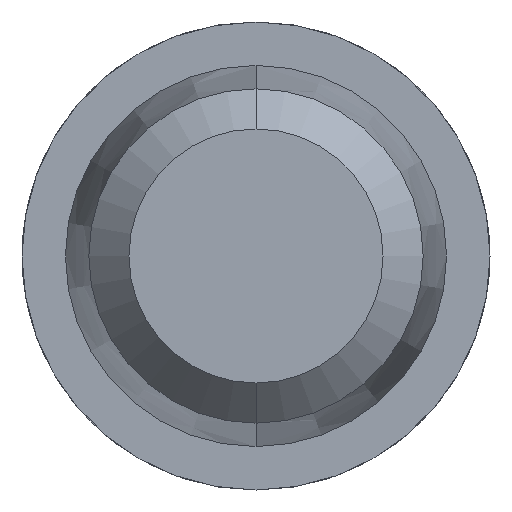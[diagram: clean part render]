
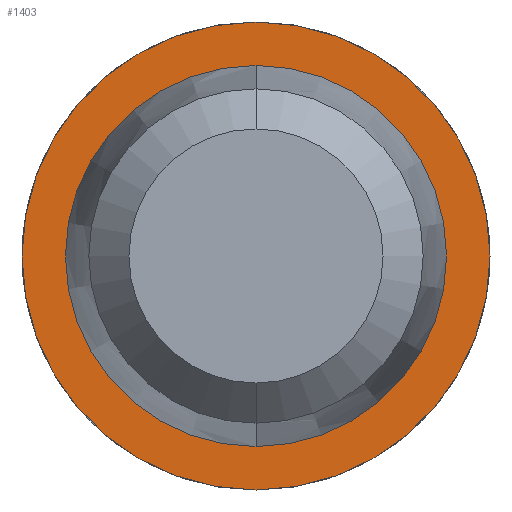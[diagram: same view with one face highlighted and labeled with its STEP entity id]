
A CAD part, front view. The second image highlights one B-rep face of the part: STEP entity #1403.
In plain terms, the highlighted planar face has unit normal (0, -1, 0).
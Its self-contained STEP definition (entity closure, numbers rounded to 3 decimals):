
#6 = ORIENTED_EDGE ( 'NONE', *, *, #1551, .F. ) ;
#67 = EDGE_LOOP ( 'NONE', ( #3562, #3866 ) ) ;
#168 = DIRECTION ( 'NONE',  ( 0., 0., -1. ) ) ;
#189 = CIRCLE ( 'NONE', #415, 0.7 ) ;
#220 = CARTESIAN_POINT ( 'NONE',  ( 0.57, 26., 0. ) ) ;
#415 = AXIS2_PLACEMENT_3D ( 'NONE', #4300, #2208, #168 ) ;
#477 = DIRECTION ( 'NONE',  ( 0., 0., -1. ) ) ;
#521 = VERTEX_POINT ( 'NONE', #2828 ) ;
#603 = EDGE_LOOP ( 'NONE', ( #6, #2482 ) ) ;
#752 = CARTESIAN_POINT ( 'NONE',  ( 0., 26., 0. ) ) ;
#897 = CIRCLE ( 'NONE', #4403, 0.57 ) ;
#900 = VERTEX_POINT ( 'NONE', #3400 ) ;
#1117 = VERTEX_POINT ( 'NONE', #1706 ) ;
#1158 = CARTESIAN_POINT ( 'NONE',  ( 0., 26., 0. ) ) ;
#1398 = CARTESIAN_POINT ( 'NONE',  ( 0., 26., -0.7 ) ) ;
#1403 = ADVANCED_FACE ( 'Defeature ausgef�hrt2_10', ( #2086, #1618 ), #3646, .T. ) ;
#1551 = EDGE_CURVE ( 'Defeature ausgef�hrt2_9+Defeature ausgef�hrt2_10+Defeature ausgef�hrt2_10+Defeature ausgef�hrt2_10', #1117, #900, #4331, .T. ) ;
#1594 = AXIS2_PLACEMENT_3D ( 'NONE', #752, #3530, #2461 ) ;
#1618 = FACE_BOUND ( 'NONE', #603, .T. ) ;
#1706 = CARTESIAN_POINT ( 'NONE',  ( 0., 26., 0.57 ) ) ;
#1858 = DIRECTION ( 'NONE',  ( 0., -1., 0. ) ) ;
#1877 = DIRECTION ( 'NONE',  ( 0., -1., 0. ) ) ;
#2086 = FACE_OUTER_BOUND ( 'NONE', #67, .T. ) ;
#2193 = DIRECTION ( 'NONE',  ( 0., 0., -1. ) ) ;
#2208 = DIRECTION ( 'NONE',  ( 0., -1., 0. ) ) ;
#2244 = DIRECTION ( 'NONE',  ( 0., 0., -1. ) ) ;
#2461 = DIRECTION ( 'NONE',  ( 0., 0., -1. ) ) ;
#2482 = ORIENTED_EDGE ( 'NONE', *, *, #3125, .F. ) ;
#2525 = CARTESIAN_POINT ( 'NONE',  ( 0., 26., 0. ) ) ;
#2778 = AXIS2_PLACEMENT_3D ( 'NONE', #2525, #1877, #477 ) ;
#2828 = CARTESIAN_POINT ( 'NONE',  ( 0., 26., 0.7 ) ) ;
#2905 = DIRECTION ( 'NONE',  ( 0., -1., 0. ) ) ;
#3043 = EDGE_CURVE ( 'Defeature ausgef�hrt2_10+Defeature ausgef�hrt2_11+Defeature ausgef�hrt2_11+Defeature ausgef�hrt2_11', #3595, #521, #3573, .T. ) ;
#3125 = EDGE_CURVE ( 'Defeature ausgef�hrt2_9+Defeature ausgef�hrt2_10+Defeature ausgef�hrt2_10+Defeature ausgef�hrt2_10', #900, #1117, #897, .T. ) ;
#3400 = CARTESIAN_POINT ( 'NONE',  ( 0., 26., -0.57 ) ) ;
#3530 = DIRECTION ( 'NONE',  ( 0., -1., 0. ) ) ;
#3562 = ORIENTED_EDGE ( 'NONE', *, *, #3043, .T. ) ;
#3573 = CIRCLE ( 'NONE', #1594, 0.7 ) ;
#3578 = AXIS2_PLACEMENT_3D ( 'NONE', #220, #2905, #2244 ) ;
#3595 = VERTEX_POINT ( 'NONE', #1398 ) ;
#3646 = PLANE ( 'NONE',  #3578 ) ;
#3703 = EDGE_CURVE ( 'Defeature ausgef�hrt2_10+Defeature ausgef�hrt2_11+Defeature ausgef�hrt2_11+Defeature ausgef�hrt2_11', #521, #3595, #189, .T. ) ;
#3866 = ORIENTED_EDGE ( 'NONE', *, *, #3703, .T. ) ;
#4300 = CARTESIAN_POINT ( 'NONE',  ( 0., 26., 0. ) ) ;
#4331 = CIRCLE ( 'NONE', #2778, 0.57 ) ;
#4403 = AXIS2_PLACEMENT_3D ( 'NONE', #1158, #1858, #2193 ) ;
